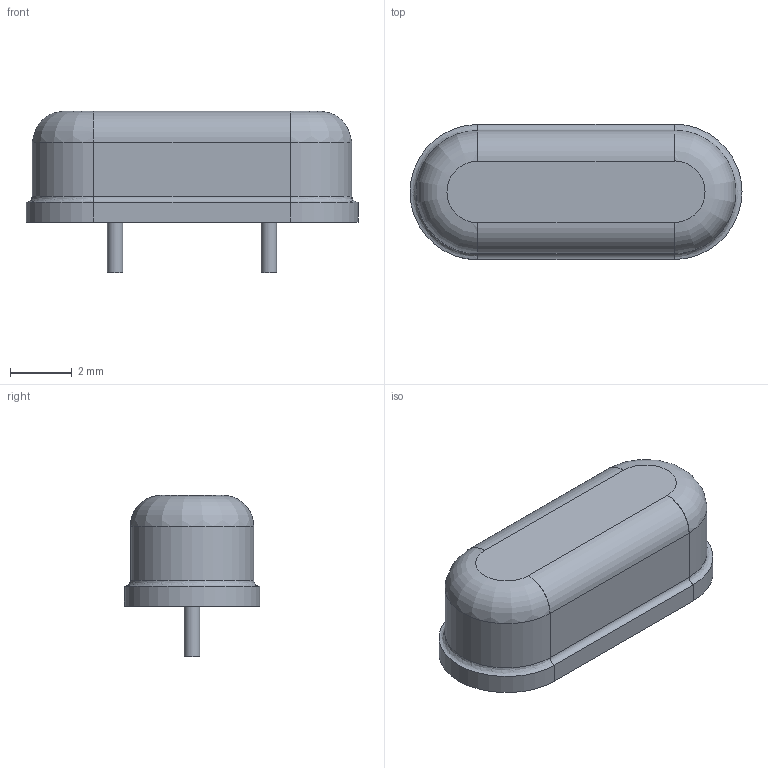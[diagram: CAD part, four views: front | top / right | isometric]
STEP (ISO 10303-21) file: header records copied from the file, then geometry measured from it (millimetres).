
FILE_DESCRIPTION(('FreeCAD Model'),'2;1');
FILE_NAME('xtal-through-hole.step', '2016-08-01T19:21:29',('FreeCAD'),('FreeCAD'), 'Open CASCADE STEP processor 6.7','FreeCAD','Unknown');
FILE_SCHEMA(('AUTOMOTIVE_DESIGN_CC2 { 1 2 10303 214 -1 1 5 4 }'));
Length unit declared in the file: millimetre
Products named in the file (1): xtal-through-hole
Bounding box: 10.79 x 4.41 x 5.24 mm (x, y, z)
Volume: 136.3 mm3; surface area: 170.4 mm2
Topology: 1 solids, 1 shells, 26 faces, 66 edges, 44 vertices
Faces by surface type: plane 12, cylinder 10, revolution 4
Full cylindrical faces by diameter (mm): 0.5 x2
Entity records: 2869 total; most frequent: CARTESIAN_POINT 1525, DIRECTION 248, ORIENTED_EDGE 132, PCURVE 132, DEFINITIONAL_REPRESENTATION 132, LINE 124, VECTOR 124, EDGE_CURVE 66
